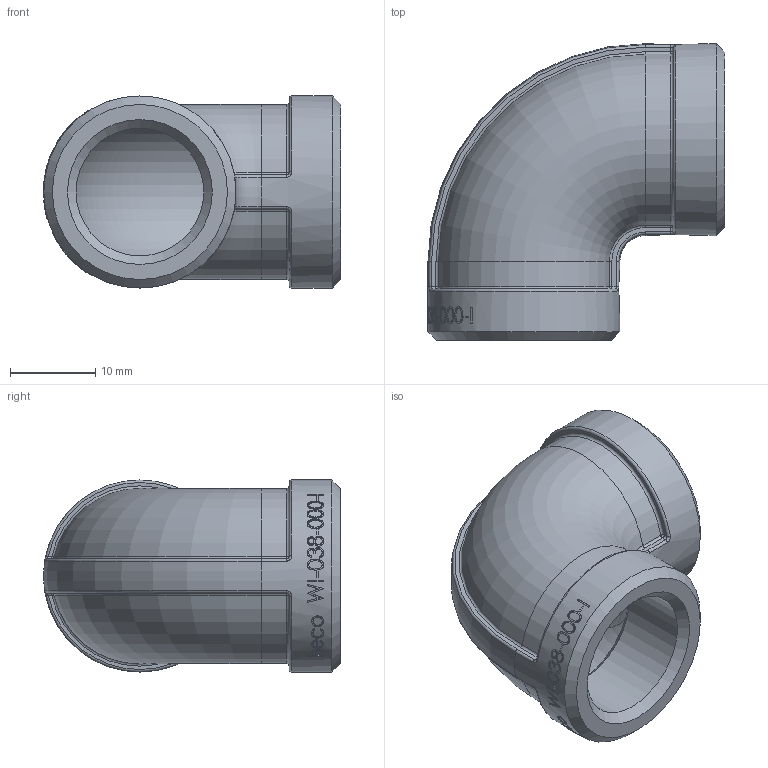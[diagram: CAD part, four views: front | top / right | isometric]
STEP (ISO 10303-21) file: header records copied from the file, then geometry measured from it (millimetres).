
FILE_DESCRIPTION (( 'STEP AP214' ), '1' );
FILE_NAME ('heco_WI-038-000-I1.STEP', '2016-07-11T12:46:09', ( '' ), ( '' ), 'SwSTEP 2.0', 'SolidWorks 2011', '' );
FILE_SCHEMA (( 'AUTOMOTIVE_DESIGN' ));
Length unit declared in the file: millimetre
Products named in the file (1): heco_WI-038-000-I1
Bounding box: 34.8 x 34.75 x 22.5 mm (x, y, z)
Volume: 5835 mm3; surface area: 5385.7 mm2
Topology: 1 solids, 1 shells, 271 faces, 668 edges, 424 vertices
Faces by surface type: bspline 127, cylinder 57, plane 52, torus 21, sphere 8, cone 6
Full cylindrical faces by diameter (mm): 14.95 x2, 22.5 x2
Entity records: 27108 total; most frequent: CARTESIAN_POINT 19732, ORIENTED_EDGE 1302, DIRECTION 805, EDGE_CURVE 651, VERTEX_POINT 418, EDGE_LOOP 309, AXIS2_PLACEMENT_3D 285, B_SPLINE_CURVE_WITH_KNOTS 276
